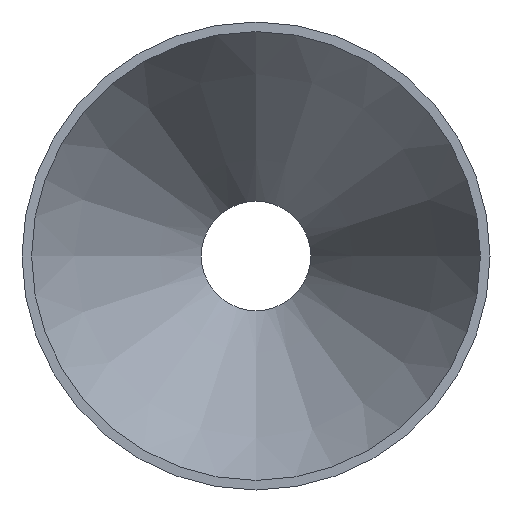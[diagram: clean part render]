
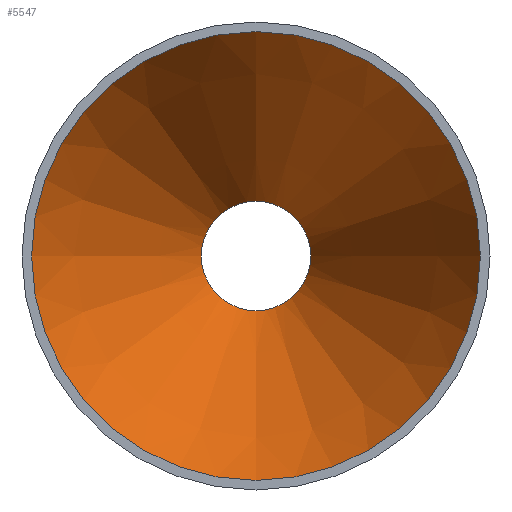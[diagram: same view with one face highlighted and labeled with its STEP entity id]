
A CAD part, front view. The second image highlights one B-rep face of the part: STEP entity #5547.
In plain terms, the highlighted conical face has half-angle 27.581 degrees and reference radius 105.037 mm.
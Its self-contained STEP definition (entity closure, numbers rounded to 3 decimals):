
#1266 = EDGE_LOOP ( 'NONE', ( #11557 ) ) ;
#1745 = ORIENTED_EDGE ( 'NONE', *, *, #23255, .F. ) ;
#2781 = DIRECTION ( 'NONE',  ( 0., 0., -1. ) ) ;
#3804 = VERTEX_POINT ( 'NONE', #3952 ) ;
#3928 = CIRCLE ( 'NONE', #19823, 25.637 ) ;
#3950 = CARTESIAN_POINT ( 'NONE',  ( 0., 0., 0. ) ) ;
#3952 = CARTESIAN_POINT ( 'NONE',  ( 0., 0., -105.037 ) ) ;
#5547 = ADVANCED_FACE ( 'NONE', ( #15578, #6385 ), #13643, .F. ) ;
#6385 = FACE_OUTER_BOUND ( 'NONE', #1266, .T. ) ;
#9482 = DIRECTION ( 'NONE',  ( 0., 0., -1. ) ) ;
#11427 = AXIS2_PLACEMENT_3D ( 'NONE', #23764, #23913, #2781 ) ;
#11557 = ORIENTED_EDGE ( 'NONE', *, *, #12159, .T. ) ;
#11740 = CARTESIAN_POINT ( 'NONE',  ( 0., 152., 0. ) ) ;
#12159 = EDGE_CURVE ( 'NONE', #3804, #3804, #24429, .T. ) ;
#13171 = DIRECTION ( 'NONE',  ( 0., 0., -1. ) ) ;
#13643 = CONICAL_SURFACE ( 'NONE', #17466, 105.037, 0.481 ) ;
#15578 = FACE_BOUND ( 'NONE', #25815, .T. ) ;
#17466 = AXIS2_PLACEMENT_3D ( 'NONE', #3950, #27324, #13171 ) ;
#19823 = AXIS2_PLACEMENT_3D ( 'NONE', #11740, #20923, #9482 ) ;
#20923 = DIRECTION ( 'NONE',  ( 0., -1., 0. ) ) ;
#23255 = EDGE_CURVE ( 'NONE', #24333, #24333, #3928, .T. ) ;
#23764 = CARTESIAN_POINT ( 'NONE',  ( 0., 0., 0. ) ) ;
#23913 = DIRECTION ( 'NONE',  ( 0., -1., 0. ) ) ;
#24333 = VERTEX_POINT ( 'NONE', #26732 ) ;
#24429 = CIRCLE ( 'NONE', #11427, 105.037 ) ;
#25815 = EDGE_LOOP ( 'NONE', ( #1745 ) ) ;
#26732 = CARTESIAN_POINT ( 'NONE',  ( 0., 152., -25.637 ) ) ;
#27324 = DIRECTION ( 'NONE',  ( 0., -1., 0. ) ) ;
